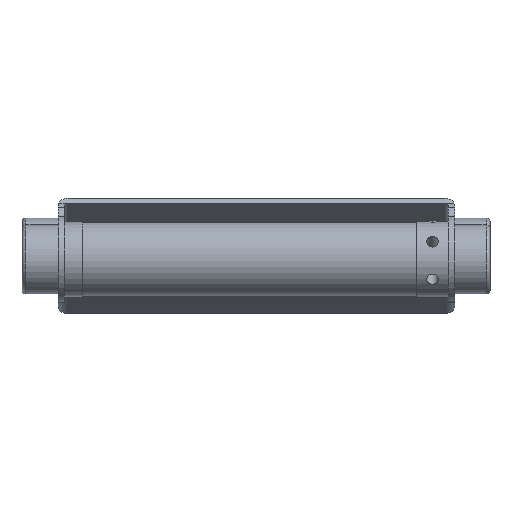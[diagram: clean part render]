
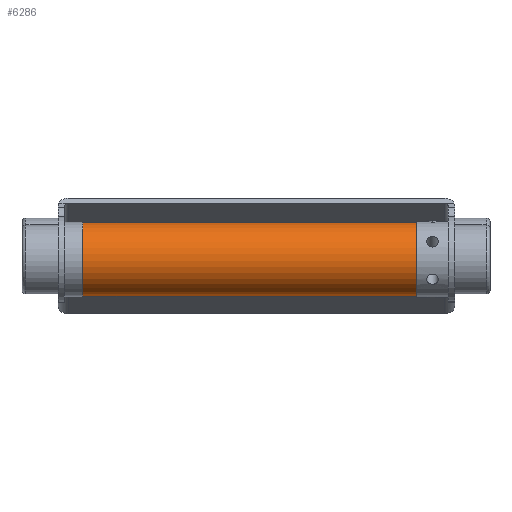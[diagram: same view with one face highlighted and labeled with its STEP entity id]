
A CAD part, left-side view. The second image highlights one B-rep face of the part: STEP entity #6286.
In plain terms, the highlighted cylindrical face has radius 9.5 mm (diameter 19 mm), a partial arc.
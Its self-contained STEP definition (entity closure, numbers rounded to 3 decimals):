
#1293 = EDGE_CURVE ( 'NONE', #11415, #1761, #11484, .T. ) ;
#1450 = LINE ( 'NONE', #14994, #12400 ) ;
#1761 = VERTEX_POINT ( 'NONE', #10623 ) ;
#1868 = VERTEX_POINT ( 'NONE', #3532 ) ;
#3521 = CARTESIAN_POINT ( 'NONE',  ( -26.5, 43., 0. ) ) ;
#3532 = CARTESIAN_POINT ( 'NONE',  ( -26.5, 43., 9.5 ) ) ;
#3848 = AXIS2_PLACEMENT_3D ( 'NONE', #17989, #11525, #8849 ) ;
#4726 = DIRECTION ( 'NONE',  ( 0., -1., 0. ) ) ;
#4988 = ORIENTED_EDGE ( 'NONE', *, *, #1293, .T. ) ;
#5869 = CYLINDRICAL_SURFACE ( 'NONE', #18737, 9.5 ) ;
#6118 = VERTEX_POINT ( 'NONE', #17461 ) ;
#6207 = CARTESIAN_POINT ( 'NONE',  ( -26.5, 43., 0. ) ) ;
#6286 = ADVANCED_FACE ( 'NONE', ( #7331 ), #5869, .T. ) ;
#6859 = DIRECTION ( 'NONE',  ( 0., 0., 1. ) ) ;
#6892 = EDGE_CURVE ( 'NONE', #6118, #1868, #7783, .T. ) ;
#7331 = FACE_OUTER_BOUND ( 'NONE', #12289, .T. ) ;
#7783 = CIRCLE ( 'NONE', #9171, 9.5 ) ;
#8849 = DIRECTION ( 'NONE',  ( 0., 0., 1. ) ) ;
#9171 = AXIS2_PLACEMENT_3D ( 'NONE', #3521, #14380, #6859 ) ;
#10153 = ORIENTED_EDGE ( 'NONE', *, *, #6892, .F. ) ;
#10623 = CARTESIAN_POINT ( 'NONE',  ( -26.5, -43., 9.5 ) ) ;
#10736 = VECTOR ( 'NONE', #14150, 1000. ) ;
#11332 = ORIENTED_EDGE ( 'NONE', *, *, #14820, .F. ) ;
#11415 = VERTEX_POINT ( 'NONE', #15251 ) ;
#11484 = CIRCLE ( 'NONE', #3848, 9.5 ) ;
#11525 = DIRECTION ( 'NONE',  ( 0., 1., 0. ) ) ;
#11897 = LINE ( 'NONE', #18832, #10736 ) ;
#12289 = EDGE_LOOP ( 'NONE', ( #11332, #10153, #14592, #4988 ) ) ;
#12400 = VECTOR ( 'NONE', #19490, 1000. ) ;
#12990 = EDGE_CURVE ( 'NONE', #6118, #11415, #1450, .T. ) ;
#14150 = DIRECTION ( 'NONE',  ( 0., -1., 0. ) ) ;
#14380 = DIRECTION ( 'NONE',  ( 0., 1., 0. ) ) ;
#14592 = ORIENTED_EDGE ( 'NONE', *, *, #12990, .T. ) ;
#14820 = EDGE_CURVE ( 'NONE', #1868, #1761, #11897, .T. ) ;
#14994 = CARTESIAN_POINT ( 'NONE',  ( -26.5, 43., -9.5 ) ) ;
#15251 = CARTESIAN_POINT ( 'NONE',  ( -26.5, -43., -9.5 ) ) ;
#16985 = DIRECTION ( 'NONE',  ( 0., 0., -1. ) ) ;
#17461 = CARTESIAN_POINT ( 'NONE',  ( -26.5, 43., -9.5 ) ) ;
#17989 = CARTESIAN_POINT ( 'NONE',  ( -26.5, -43., 0. ) ) ;
#18737 = AXIS2_PLACEMENT_3D ( 'NONE', #6207, #4726, #16985 ) ;
#18832 = CARTESIAN_POINT ( 'NONE',  ( -26.5, 43., 9.5 ) ) ;
#19490 = DIRECTION ( 'NONE',  ( 0., -1., 0. ) ) ;
